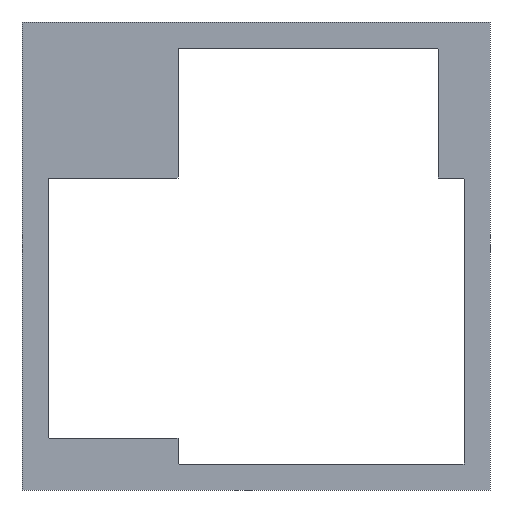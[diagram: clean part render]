
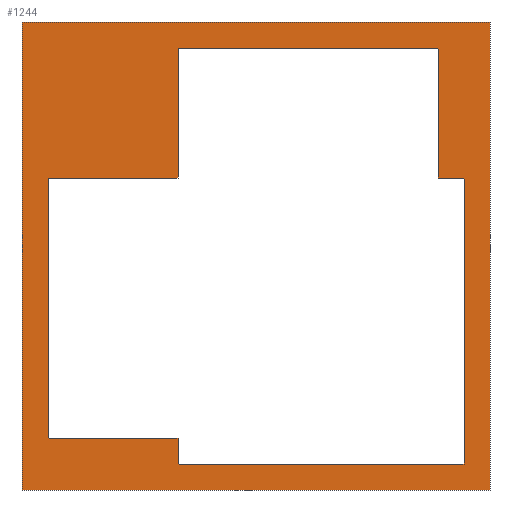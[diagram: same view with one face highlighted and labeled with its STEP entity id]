
A CAD part, front view. The second image highlights one B-rep face of the part: STEP entity #1244.
In plain terms, the highlighted planar face has unit normal (0, -1, 0).
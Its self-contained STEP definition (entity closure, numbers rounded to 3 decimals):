
#20=FACE_BOUND('',#207,.T.);
#55=PLANE('',#1363);
#132=FACE_OUTER_BOUND('',#206,.T.);
#206=EDGE_LOOP('',(#1090,#1091,#1092,#1093));
#207=EDGE_LOOP('',(#1094,#1095,#1096,#1097,#1098,#1099,#1100,#1101,#1102,
#1103,#1104,#1105,#1106,#1107,#1108,#1109));
#237=CIRCLE('',#1271,0.2);
#240=CIRCLE('',#1282,0.2);
#241=CIRCLE('',#1286,0.2);
#242=CIRCLE('',#1289,0.2);
#245=CIRCLE('',#1302,0.2);
#246=CIRCLE('',#1307,0.2);
#266=LINE('',#1794,#403);
#267=LINE('',#1797,#404);
#278=LINE('',#1829,#415);
#291=LINE('',#1898,#428);
#324=LINE('',#1986,#461);
#333=LINE('',#2006,#470);
#334=LINE('',#2009,#471);
#341=LINE('',#2024,#478);
#347=LINE('',#2038,#484);
#349=LINE('',#2042,#486);
#351=LINE('',#2048,#488);
#353=LINE('',#2052,#490);
#359=LINE('',#2063,#496);
#360=LINE('',#2065,#497);
#403=VECTOR('',#1417,10.);
#404=VECTOR('',#1420,10.);
#415=VECTOR('',#1451,10.);
#428=VECTOR('',#1492,10.);
#461=VECTOR('',#1577,10.);
#470=VECTOR('',#1598,10.);
#471=VECTOR('',#1601,10.);
#478=VECTOR('',#1618,10.);
#484=VECTOR('',#1632,10.);
#486=VECTOR('',#1638,10.);
#488=VECTOR('',#1644,10.);
#490=VECTOR('',#1648,10.);
#496=VECTOR('',#1658,10.);
#497=VECTOR('',#1661,10.);
#528=VERTEX_POINT('',#1724);
#529=VERTEX_POINT('',#1726);
#539=VERTEX_POINT('',#1782);
#540=VERTEX_POINT('',#1784);
#543=VERTEX_POINT('',#1792);
#544=VERTEX_POINT('',#1796);
#548=VERTEX_POINT('',#1806);
#551=VERTEX_POINT('',#1813);
#552=VERTEX_POINT('',#1815);
#555=VERTEX_POINT('',#1828);
#565=VERTEX_POINT('',#1879);
#568=VERTEX_POINT('',#1892);
#569=VERTEX_POINT('',#1894);
#598=VERTEX_POINT('',#1985);
#604=VERTEX_POINT('',#2008);
#611=VERTEX_POINT('',#2036);
#612=VERTEX_POINT('',#2045);
#613=VERTEX_POINT('',#2047);
#614=VERTEX_POINT('',#2051);
#617=VERTEX_POINT('',#2061);
#637=EDGE_CURVE('',#528,#529,#237,.T.);
#653=EDGE_CURVE('',#539,#540,#240,.T.);
#658=EDGE_CURVE('',#543,#528,#266,.T.);
#659=EDGE_CURVE('',#540,#544,#267,.T.);
#664=EDGE_CURVE('',#544,#548,#241,.T.);
#668=EDGE_CURVE('',#551,#552,#242,.T.);
#675=EDGE_CURVE('',#552,#555,#278,.T.);
#687=EDGE_CURVE('',#555,#565,#245,.T.);
#695=EDGE_CURVE('',#568,#569,#246,.T.);
#697=EDGE_CURVE('',#569,#543,#291,.T.);
#740=EDGE_CURVE('',#548,#598,#324,.T.);
#751=EDGE_CURVE('',#598,#551,#333,.T.);
#752=EDGE_CURVE('',#529,#604,#334,.T.);
#760=EDGE_CURVE('',#604,#539,#341,.T.);
#767=EDGE_CURVE('',#568,#611,#347,.T.);
#769=EDGE_CURVE('',#565,#611,#349,.T.);
#771=EDGE_CURVE('',#613,#612,#351,.T.);
#773=EDGE_CURVE('',#614,#613,#353,.T.);
#779=EDGE_CURVE('',#612,#617,#359,.T.);
#780=EDGE_CURVE('',#617,#614,#360,.T.);
#1090=ORIENTED_EDGE('',*,*,#779,.T.);
#1091=ORIENTED_EDGE('',*,*,#780,.T.);
#1092=ORIENTED_EDGE('',*,*,#773,.T.);
#1093=ORIENTED_EDGE('',*,*,#771,.T.);
#1094=ORIENTED_EDGE('',*,*,#760,.F.);
#1095=ORIENTED_EDGE('',*,*,#752,.F.);
#1096=ORIENTED_EDGE('',*,*,#637,.F.);
#1097=ORIENTED_EDGE('',*,*,#658,.F.);
#1098=ORIENTED_EDGE('',*,*,#697,.F.);
#1099=ORIENTED_EDGE('',*,*,#695,.F.);
#1100=ORIENTED_EDGE('',*,*,#767,.T.);
#1101=ORIENTED_EDGE('',*,*,#769,.F.);
#1102=ORIENTED_EDGE('',*,*,#687,.F.);
#1103=ORIENTED_EDGE('',*,*,#675,.F.);
#1104=ORIENTED_EDGE('',*,*,#668,.F.);
#1105=ORIENTED_EDGE('',*,*,#751,.F.);
#1106=ORIENTED_EDGE('',*,*,#740,.F.);
#1107=ORIENTED_EDGE('',*,*,#664,.F.);
#1108=ORIENTED_EDGE('',*,*,#659,.F.);
#1109=ORIENTED_EDGE('',*,*,#653,.F.);
#1244=ADVANCED_FACE('',(#132,#20),#55,.F.);
#1271=AXIS2_PLACEMENT_3D('',#1727,#1379,#1380);
#1282=AXIS2_PLACEMENT_3D('',#1785,#1409,#1410);
#1286=AXIS2_PLACEMENT_3D('',#1807,#1427,#1428);
#1289=AXIS2_PLACEMENT_3D('',#1816,#1435,#1436);
#1302=AXIS2_PLACEMENT_3D('',#1880,#1471,#1472);
#1307=AXIS2_PLACEMENT_3D('',#1895,#1487,#1488);
#1363=AXIS2_PLACEMENT_3D('',#2077,#1675,#1676);
#1379=DIRECTION('center_axis',(0.,-1.,0.));
#1380=DIRECTION('ref_axis',(0.707,0.,0.707));
#1409=DIRECTION('center_axis',(0.,-1.,0.));
#1410=DIRECTION('ref_axis',(0.707,0.,0.707));
#1417=DIRECTION('',(0.,0.,1.));
#1420=DIRECTION('',(-1.,0.,0.));
#1427=DIRECTION('center_axis',(0.,-1.,0.));
#1428=DIRECTION('ref_axis',(-0.707,0.,0.707));
#1435=DIRECTION('center_axis',(0.,-1.,0.));
#1436=DIRECTION('ref_axis',(-0.707,0.,0.707));
#1451=DIRECTION('',(0.,0.,-1.));
#1471=DIRECTION('center_axis',(0.,-1.,0.));
#1472=DIRECTION('ref_axis',(-0.707,0.,-0.707));
#1487=DIRECTION('center_axis',(0.,-1.,0.));
#1488=DIRECTION('ref_axis',(-0.707,0.,-0.707));
#1492=DIRECTION('',(1.,0.,0.));
#1577=DIRECTION('',(0.,0.,-1.));
#1598=DIRECTION('',(-1.,0.,0.));
#1601=DIRECTION('',(-1.,0.,0.));
#1618=DIRECTION('',(0.,0.,1.));
#1632=DIRECTION('',(0.,0.,1.));
#1638=DIRECTION('',(1.,0.,0.));
#1644=DIRECTION('',(0.,0.,1.));
#1648=DIRECTION('',(1.,0.,0.));
#1658=DIRECTION('',(-1.,0.,0.));
#1661=DIRECTION('',(0.,0.,-1.));
#1675=DIRECTION('center_axis',(0.,1.,0.));
#1676=DIRECTION('ref_axis',(1.,0.,0.));
#1724=CARTESIAN_POINT('',(40.,0.,14.8));
#1726=CARTESIAN_POINT('',(39.8,0.,15.));
#1727=CARTESIAN_POINT('Origin',(39.8,0.,14.8));
#1782=CARTESIAN_POINT('',(35.,0.,39.8));
#1784=CARTESIAN_POINT('',(34.8,0.,40.));
#1785=CARTESIAN_POINT('Origin',(34.8,0.,39.8));
#1792=CARTESIAN_POINT('',(40.,0.,-40.));
#1794=CARTESIAN_POINT('',(40.,0.,-40.));
#1796=CARTESIAN_POINT('',(-14.8,0.,40.));
#1797=CARTESIAN_POINT('',(40.,0.,40.));
#1806=CARTESIAN_POINT('',(-15.,0.,39.8));
#1807=CARTESIAN_POINT('Origin',(-14.8,0.,39.8));
#1813=CARTESIAN_POINT('',(-39.8,0.,15.));
#1815=CARTESIAN_POINT('',(-40.,0.,14.8));
#1816=CARTESIAN_POINT('Origin',(-39.8,0.,14.8));
#1828=CARTESIAN_POINT('',(-40.,0.,-34.8));
#1829=CARTESIAN_POINT('',(-40.,0.,40.));
#1879=CARTESIAN_POINT('',(-39.8,0.,-35.));
#1880=CARTESIAN_POINT('Origin',(-39.8,0.,-34.8));
#1892=CARTESIAN_POINT('',(-15.,0.,-39.8));
#1894=CARTESIAN_POINT('',(-14.8,0.,-40.));
#1895=CARTESIAN_POINT('Origin',(-14.8,0.,-39.8));
#1898=CARTESIAN_POINT('',(-40.,0.,-40.));
#1985=CARTESIAN_POINT('',(-15.,0.,15.));
#1986=CARTESIAN_POINT('',(-15.,0.,40.));
#2006=CARTESIAN_POINT('',(-15.,0.,15.));
#2008=CARTESIAN_POINT('',(35.,0.,15.));
#2009=CARTESIAN_POINT('',(40.,0.,15.));
#2024=CARTESIAN_POINT('',(35.,0.,40.));
#2036=CARTESIAN_POINT('',(-15.,0.,-35.));
#2038=CARTESIAN_POINT('',(-15.,0.,-40.));
#2042=CARTESIAN_POINT('',(-15.,0.,-35.));
#2045=CARTESIAN_POINT('',(45.,0.,45.));
#2047=CARTESIAN_POINT('',(45.,0.,-45.));
#2048=CARTESIAN_POINT('',(45.,0.,-45.));
#2051=CARTESIAN_POINT('',(-45.,0.,-45.));
#2052=CARTESIAN_POINT('',(-45.,0.,-45.));
#2061=CARTESIAN_POINT('',(-45.,0.,45.));
#2063=CARTESIAN_POINT('',(45.,0.,45.));
#2065=CARTESIAN_POINT('',(-45.,0.,45.));
#2077=CARTESIAN_POINT('Origin',(0.,0.,0.));
